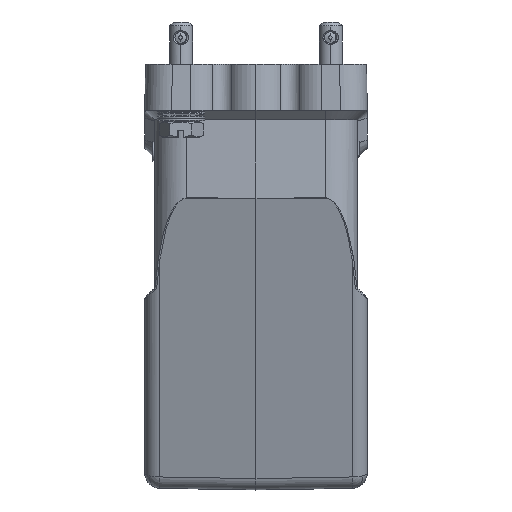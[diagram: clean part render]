
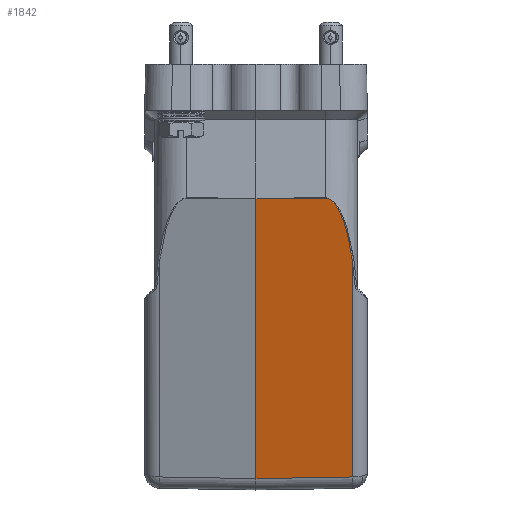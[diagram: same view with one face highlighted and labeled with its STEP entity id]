
A CAD part, left-side view. The second image highlights one B-rep face of the part: STEP entity #1842.
In plain terms, the highlighted planar face has unit normal (-0.966, -0.018, -0.259).
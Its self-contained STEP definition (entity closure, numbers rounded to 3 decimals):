
#999=FACE_OUTER_BOUND('',#3544,.T.);
#1842=ADVANCED_FACE('NONE',(#999),#2481,.F.);
#2481=PLANE('',#15535);
#3544=EDGE_LOOP('',(#7349,#7350,#7351,#7352,#7353));
#4459=B_SPLINE_CURVE_WITH_KNOTS('',3,(#30366,#30367,#30368,#30369,#30370,
#30371,#30372,#30373,#30374,#30375,#30376,#30377,#30378,#30379,#30380,#30381,
#30382,#30383,#30384,#30385),.UNSPECIFIED.,.F.,.F.,(4,2,2,2,2,2,2,2,2,4),
(0.,0.031,0.063,0.125,0.188,0.25,0.375,0.5,0.75,
1.),.UNSPECIFIED.);
#7349=ORIENTED_EDGE('',*,*,#12221,.F.);
#7350=ORIENTED_EDGE('',*,*,#12091,.F.);
#7351=ORIENTED_EDGE('',*,*,#12222,.F.);
#7352=ORIENTED_EDGE('',*,*,#12223,.F.);
#7353=ORIENTED_EDGE('',*,*,#12224,.F.);
#10278=VERTEX_POINT('',#30019);
#10279=VERTEX_POINT('',#30021);
#10358=VERTEX_POINT('',#30363);
#10359=VERTEX_POINT('',#30365);
#10360=VERTEX_POINT('',#30386);
#12091=EDGE_CURVE('NONE',#10278,#10279,#13500,.T.);
#12221=EDGE_CURVE('NONE',#10279,#10358,#13580,.T.);
#12222=EDGE_CURVE('NONE',#10359,#10278,#13581,.T.);
#12223=EDGE_CURVE('NONE',#10360,#10359,#4459,.T.);
#12224=EDGE_CURVE('NONE',#10358,#10360,#13582,.T.);
#13500=LINE('',#30020,#14443);
#13580=LINE('',#30362,#14523);
#13581=LINE('',#30364,#14524);
#13582=LINE('',#30387,#14525);
#14443=VECTOR('',#17838,1.);
#14523=VECTOR('',#18076,1.);
#14524=VECTOR('',#18077,1.);
#14525=VECTOR('',#18078,1.);
#15535=AXIS2_PLACEMENT_3D('',#30388,#18079,#18080);
#17838=DIRECTION('',(-0.013,1.,-0.017));
#18076=DIRECTION('',(-0.259,0.,0.966));
#18077=DIRECTION('',(0.259,0.,-0.966));
#18078=DIRECTION('',(0.017,-1.,0.002));
#18079=DIRECTION('',(0.966,0.017,0.259));
#18080=DIRECTION('',(0.259,0.,-0.966));
#30019=CARTESIAN_POINT('',(-55.094,-25.07,-69.63));
#30020=CARTESIAN_POINT('',(-55.09,-25.378,-69.625));
#30021=CARTESIAN_POINT('',(-55.43,0.,-70.068));
#30362=CARTESIAN_POINT('',(-54.636,0.,-73.032));
#30363=CARTESIAN_POINT('',(-74.983,0.,2.904));
#30364=CARTESIAN_POINT('',(-54.213,-25.07,-72.919));
#30365=CARTESIAN_POINT('',(-70.235,-25.07,-13.123));
#30366=CARTESIAN_POINT('',(-74.668,-18.048,2.946));
#30367=CARTESIAN_POINT('',(-74.664,-18.244,2.946));
#30368=CARTESIAN_POINT('',(-74.654,-18.439,2.92));
#30369=CARTESIAN_POINT('',(-74.62,-18.815,2.818));
#30370=CARTESIAN_POINT('',(-74.597,-18.996,2.744));
#30371=CARTESIAN_POINT('',(-74.515,-19.511,2.474));
#30372=CARTESIAN_POINT('',(-74.444,-19.815,2.229));
#30373=CARTESIAN_POINT('',(-74.289,-20.363,1.687));
#30374=CARTESIAN_POINT('',(-74.204,-20.607,1.388));
#30375=CARTESIAN_POINT('',(-74.029,-21.054,0.763));
#30376=CARTESIAN_POINT('',(-73.938,-21.257,0.437));
#30377=CARTESIAN_POINT('',(-73.659,-21.823,-0.565));
#30378=CARTESIAN_POINT('',(-73.466,-22.142,-1.264));
#30379=CARTESIAN_POINT('',(-73.075,-22.714,-2.686));
#30380=CARTESIAN_POINT('',(-72.876,-22.965,-3.41));
#30381=CARTESIAN_POINT('',(-72.276,-23.647,-5.603));
#30382=CARTESIAN_POINT('',(-71.87,-24.009,-7.093));
#30383=CARTESIAN_POINT('',(-71.055,-24.619,-10.094));
#30384=CARTESIAN_POINT('',(-70.646,-24.866,-11.606));
#30385=CARTESIAN_POINT('',(-70.235,-25.07,-13.123));
#30386=CARTESIAN_POINT('',(-74.668,-18.048,2.946));
#30387=CARTESIAN_POINT('',(-74.983,0.,2.904));
#30388=CARTESIAN_POINT('',(-54.636,0.,-73.032));
